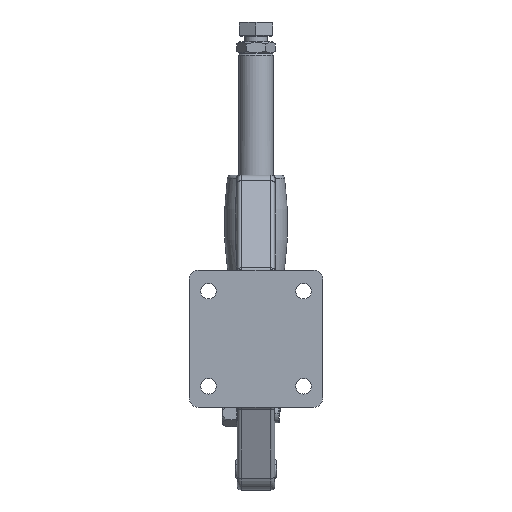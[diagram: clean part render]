
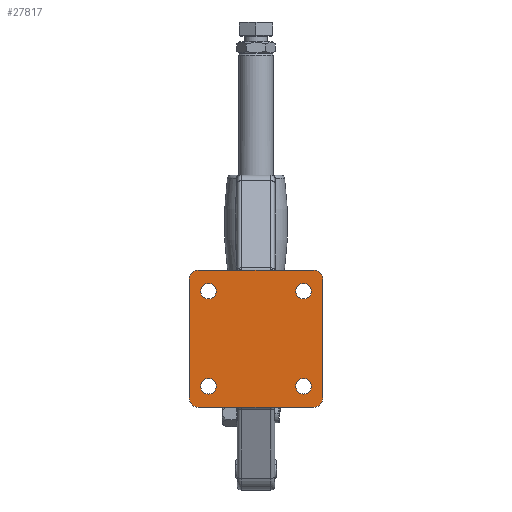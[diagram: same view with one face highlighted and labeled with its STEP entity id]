
A CAD part, front view. The second image highlights one B-rep face of the part: STEP entity #27817.
In plain terms, the highlighted planar face has unit normal (0, -1, 0).
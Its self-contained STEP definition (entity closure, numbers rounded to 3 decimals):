
#533 = CARTESIAN_POINT ( 'NONE',  ( 35.7, -44.4, -119. ) ) ;
#1264 = CARTESIAN_POINT ( 'NONE',  ( 30.7, -44.4, -124. ) ) ;
#1496 = CARTESIAN_POINT ( 'NONE',  ( -30.7, -44.4, -124. ) ) ;
#1959 = CARTESIAN_POINT ( 'NONE',  ( -25.4, -44.4, -66.15 ) ) ;
#2252 = CARTESIAN_POINT ( 'NONE',  ( 25.4, -44.4, -66.15 ) ) ;
#2339 = CARTESIAN_POINT ( 'NONE',  ( -30.7, -44.4, -50.8 ) ) ;
#3681 = CARTESIAN_POINT ( 'NONE',  ( -35.7, -44.4, -119. ) ) ;
#4084 = CARTESIAN_POINT ( 'NONE',  ( 30.7, -44.4, -50.8 ) ) ;
#4267 = CARTESIAN_POINT ( 'NONE',  ( -25.4, -44.4, -57.85 ) ) ;
#4444 = CARTESIAN_POINT ( 'NONE',  ( 35.7, -44.4, -55.8 ) ) ;
#5065 = CARTESIAN_POINT ( 'NONE',  ( -35.7, -44.4, -55.8 ) ) ;
#5573 = CIRCLE ( 'NONE', #15005, 5. ) ;
#5587 = CIRCLE ( 'NONE', #15002, 4.15 ) ;
#5590 = LINE ( 'NONE', #20504, #5597 ) ;
#5591 = CIRCLE ( 'NONE', #15006, 5. ) ;
#5592 = CIRCLE ( 'NONE', #15004, 4.15 ) ;
#5593 = CIRCLE ( 'NONE', #15003, 4.15 ) ;
#5594 = VECTOR ( 'NONE', #20480, 1000. ) ;
#5595 = CIRCLE ( 'NONE', #15007, 5. ) ;
#5596 = LINE ( 'NONE', #20510, #5594 ) ;
#5597 = VECTOR ( 'NONE', #20484, 1000. ) ;
#5598 = LINE ( 'NONE', #20523, #5600 ) ;
#5600 = VECTOR ( 'NONE', #20514, 1000. ) ;
#5601 = CIRCLE ( 'NONE', #15008, 5. ) ;
#6827 = CARTESIAN_POINT ( 'NONE',  ( 25.4, -44.4, -112.8 ) ) ;
#6828 = DIRECTION ( 'NONE',  ( 0., -1., 0. ) ) ;
#6829 = DIRECTION ( 'NONE',  ( 0., 0., -1. ) ) ;
#6837 = CARTESIAN_POINT ( 'NONE',  ( -25.4, -44.4, -112.8 ) ) ;
#6838 = DIRECTION ( 'NONE',  ( 0., -1., 0. ) ) ;
#6839 = DIRECTION ( 'NONE',  ( 0., 0., -1. ) ) ;
#7058 = CIRCLE ( 'NONE', #8535, 4.15 ) ;
#7062 = CIRCLE ( 'NONE', #8537, 4.15 ) ;
#7070 = CIRCLE ( 'NONE', #8539, 4.15 ) ;
#7071 = CIRCLE ( 'NONE', #8541, 4.15 ) ;
#7382 = LINE ( 'NONE', #9533, #7385 ) ;
#7384 = CIRCLE ( 'NONE', #8620, 4.15 ) ;
#7385 = VECTOR ( 'NONE', #9534, 1000. ) ;
#8191 = AXIS2_PLACEMENT_3D ( 'NONE', #18063, #18056, #18065 ) ;
#8535 = AXIS2_PLACEMENT_3D ( 'NONE', #6827, #6828, #6829 ) ;
#8537 = AXIS2_PLACEMENT_3D ( 'NONE', #6837, #6838, #6839 ) ;
#8539 = AXIS2_PLACEMENT_3D ( 'NONE', #8971, #8972, #8973 ) ;
#8541 = AXIS2_PLACEMENT_3D ( 'NONE', #8980, #8981, #8982 ) ;
#8620 = AXIS2_PLACEMENT_3D ( 'NONE', #9538, #9539, #9540 ) ;
#8971 = CARTESIAN_POINT ( 'NONE',  ( 25.4, -44.4, -62. ) ) ;
#8972 = DIRECTION ( 'NONE',  ( 0., -1., 0. ) ) ;
#8973 = DIRECTION ( 'NONE',  ( 0., 0., -1. ) ) ;
#8980 = CARTESIAN_POINT ( 'NONE',  ( -25.4, -44.4, -62. ) ) ;
#8981 = DIRECTION ( 'NONE',  ( 0., -1., 0. ) ) ;
#8982 = DIRECTION ( 'NONE',  ( 0., 0., -1. ) ) ;
#9533 = CARTESIAN_POINT ( 'NONE',  ( 35.7, -44.4, -168.2 ) ) ;
#9534 = DIRECTION ( 'NONE',  ( 0., 0., 1. ) ) ;
#9538 = CARTESIAN_POINT ( 'NONE',  ( 25.4, -44.4, -112.8 ) ) ;
#9539 = DIRECTION ( 'NONE',  ( 0., -1., 0. ) ) ;
#9540 = DIRECTION ( 'NONE',  ( 0., 0., -1. ) ) ;
#14533 = EDGE_CURVE ( 'NONE', #21631, #21578, #5587, .T. ) ;
#14534 = EDGE_CURVE ( 'NONE', #30274, #21565, #5593, .T. ) ;
#14535 = EDGE_CURVE ( 'NONE', #30165, #30655, #5592, .T. ) ;
#14536 = EDGE_CURVE ( 'NONE', #30546, #30293, #5590, .T. ) ;
#14537 = EDGE_CURVE ( 'NONE', #30293, #30814, #5573, .T. ) ;
#14538 = EDGE_CURVE ( 'NONE', #30401, #30814, #5596, .T. ) ;
#14539 = EDGE_CURVE ( 'NONE', #30401, #30006, #5591, .T. ) ;
#14540 = EDGE_CURVE ( 'NONE', #29944, #30006, #5598, .T. ) ;
#14541 = EDGE_CURVE ( 'NONE', #29944, #29640, #5595, .T. ) ;
#14542 = EDGE_CURVE ( 'NONE', #30705, #30546, #5601, .T. ) ;
#15002 = AXIS2_PLACEMENT_3D ( 'NONE', #20489, #20491, #20493 ) ;
#15003 = AXIS2_PLACEMENT_3D ( 'NONE', #20497, #20499, #20501 ) ;
#15004 = AXIS2_PLACEMENT_3D ( 'NONE', #20506, #20508, #20509 ) ;
#15005 = AXIS2_PLACEMENT_3D ( 'NONE', #20517, #20519, #20521 ) ;
#15006 = AXIS2_PLACEMENT_3D ( 'NONE', #20529, #20530, #20531 ) ;
#15007 = AXIS2_PLACEMENT_3D ( 'NONE', #20538, #20540, #20542 ) ;
#15008 = AXIS2_PLACEMENT_3D ( 'NONE', #20546, #20547, #20549 ) ;
#16146 = CARTESIAN_POINT ( 'NONE',  ( 25.4, -44.4, -116.95 ) ) ;
#16222 = CARTESIAN_POINT ( 'NONE',  ( 25.4, -44.4, -108.65 ) ) ;
#16251 = CARTESIAN_POINT ( 'NONE',  ( 25.4, -44.4, -57.85 ) ) ;
#16264 = CARTESIAN_POINT ( 'NONE',  ( -25.4, -44.4, -108.65 ) ) ;
#16317 = CARTESIAN_POINT ( 'NONE',  ( -25.4, -44.4, -116.95 ) ) ;
#16663 = FACE_OUTER_BOUND ( 'NONE', #21791, .T. ) ;
#16666 = FACE_BOUND ( 'NONE', #21788, .T. ) ;
#16667 = FACE_BOUND ( 'NONE', #21792, .T. ) ;
#16669 = FACE_BOUND ( 'NONE', #21793, .T. ) ;
#16670 = FACE_BOUND ( 'NONE', #21794, .T. ) ;
#18056 = DIRECTION ( 'NONE',  ( 0., -1., 0. ) ) ;
#18062 = PLANE ( 'NONE',  #8191 ) ;
#18063 = CARTESIAN_POINT ( 'NONE',  ( 0., -44.4, -168.2 ) ) ;
#18065 = DIRECTION ( 'NONE',  ( 0., 0., -1. ) ) ;
#20480 = DIRECTION ( 'NONE',  ( 0., 0., 1. ) ) ;
#20484 = DIRECTION ( 'NONE',  ( -1., 0., 0. ) ) ;
#20489 = CARTESIAN_POINT ( 'NONE',  ( -25.4, -44.4, -112.8 ) ) ;
#20491 = DIRECTION ( 'NONE',  ( 0., -1., 0. ) ) ;
#20493 = DIRECTION ( 'NONE',  ( 0., 0., -1. ) ) ;
#20497 = CARTESIAN_POINT ( 'NONE',  ( 25.4, -44.4, -62. ) ) ;
#20499 = DIRECTION ( 'NONE',  ( 0., -1., 0. ) ) ;
#20501 = DIRECTION ( 'NONE',  ( 0., 0., -1. ) ) ;
#20504 = CARTESIAN_POINT ( 'NONE',  ( 94.1, -44.4, -50.8 ) ) ;
#20506 = CARTESIAN_POINT ( 'NONE',  ( -25.4, -44.4, -62. ) ) ;
#20508 = DIRECTION ( 'NONE',  ( 0., -1., 0. ) ) ;
#20509 = DIRECTION ( 'NONE',  ( 0., 0., -1. ) ) ;
#20510 = CARTESIAN_POINT ( 'NONE',  ( -35.7, -44.4, -168.2 ) ) ;
#20514 = DIRECTION ( 'NONE',  ( -1., 0., 0. ) ) ;
#20517 = CARTESIAN_POINT ( 'NONE',  ( -30.7, -44.4, -55.8 ) ) ;
#20519 = DIRECTION ( 'NONE',  ( 0., -1., 0. ) ) ;
#20521 = DIRECTION ( 'NONE',  ( 0., 0., -1. ) ) ;
#20523 = CARTESIAN_POINT ( 'NONE',  ( 94.1, -44.4, -124. ) ) ;
#20529 = CARTESIAN_POINT ( 'NONE',  ( -30.7, -44.4, -119. ) ) ;
#20530 = DIRECTION ( 'NONE',  ( 0., -1., 0. ) ) ;
#20531 = DIRECTION ( 'NONE',  ( 0., 0., -1. ) ) ;
#20538 = CARTESIAN_POINT ( 'NONE',  ( 30.7, -44.4, -119. ) ) ;
#20540 = DIRECTION ( 'NONE',  ( 0., -1., 0. ) ) ;
#20542 = DIRECTION ( 'NONE',  ( 0., 0., -1. ) ) ;
#20546 = CARTESIAN_POINT ( 'NONE',  ( 30.7, -44.4, -55.8 ) ) ;
#20547 = DIRECTION ( 'NONE',  ( 0., -1., 0. ) ) ;
#20549 = DIRECTION ( 'NONE',  ( 0., 0., -1. ) ) ;
#21460 = VERTEX_POINT ( 'NONE', #16146 ) ;
#21536 = VERTEX_POINT ( 'NONE', #16222 ) ;
#21565 = VERTEX_POINT ( 'NONE', #16251 ) ;
#21578 = VERTEX_POINT ( 'NONE', #16264 ) ;
#21631 = VERTEX_POINT ( 'NONE', #16317 ) ;
#21788 = EDGE_LOOP ( 'NONE', ( #29555, #29556 ) ) ;
#21791 = EDGE_LOOP ( 'NONE', ( #29562, #29564, #29566, #29568, #29570, #29573, #29574, #29575 ) ) ;
#21792 = EDGE_LOOP ( 'NONE', ( #29560, #29561 ) ) ;
#21793 = EDGE_LOOP ( 'NONE', ( #29552, #29553 ) ) ;
#21794 = EDGE_LOOP ( 'NONE', ( #29558, #29559 ) ) ;
#27817 = ADVANCED_FACE ( 'NONE', ( #16669, #16666, #16670, #16667, #16663 ), #18062, .T. ) ;
#29552 = ORIENTED_EDGE ( 'NONE', *, *, #31398, .F. ) ;
#29553 = ORIENTED_EDGE ( 'NONE', *, *, #31183, .F. ) ;
#29555 = ORIENTED_EDGE ( 'NONE', *, *, #14533, .F. ) ;
#29556 = ORIENTED_EDGE ( 'NONE', *, *, #31187, .F. ) ;
#29558 = ORIENTED_EDGE ( 'NONE', *, *, #14534, .F. ) ;
#29559 = ORIENTED_EDGE ( 'NONE', *, *, #31191, .F. ) ;
#29560 = ORIENTED_EDGE ( 'NONE', *, *, #14535, .F. ) ;
#29561 = ORIENTED_EDGE ( 'NONE', *, *, #31195, .F. ) ;
#29562 = ORIENTED_EDGE ( 'NONE', *, *, #14536, .T. ) ;
#29564 = ORIENTED_EDGE ( 'NONE', *, *, #14537, .T. ) ;
#29566 = ORIENTED_EDGE ( 'NONE', *, *, #14538, .F. ) ;
#29568 = ORIENTED_EDGE ( 'NONE', *, *, #14539, .T. ) ;
#29570 = ORIENTED_EDGE ( 'NONE', *, *, #14540, .F. ) ;
#29573 = ORIENTED_EDGE ( 'NONE', *, *, #14541, .T. ) ;
#29574 = ORIENTED_EDGE ( 'NONE', *, *, #31397, .T. ) ;
#29575 = ORIENTED_EDGE ( 'NONE', *, *, #14542, .T. ) ;
#29640 = VERTEX_POINT ( 'NONE', #533 ) ;
#29944 = VERTEX_POINT ( 'NONE', #1264 ) ;
#30006 = VERTEX_POINT ( 'NONE', #1496 ) ;
#30165 = VERTEX_POINT ( 'NONE', #1959 ) ;
#30274 = VERTEX_POINT ( 'NONE', #2252 ) ;
#30293 = VERTEX_POINT ( 'NONE', #2339 ) ;
#30401 = VERTEX_POINT ( 'NONE', #3681 ) ;
#30546 = VERTEX_POINT ( 'NONE', #4084 ) ;
#30655 = VERTEX_POINT ( 'NONE', #4267 ) ;
#30705 = VERTEX_POINT ( 'NONE', #4444 ) ;
#30814 = VERTEX_POINT ( 'NONE', #5065 ) ;
#31183 = EDGE_CURVE ( 'NONE', #21536, #21460, #7058, .T. ) ;
#31187 = EDGE_CURVE ( 'NONE', #21578, #21631, #7062, .T. ) ;
#31191 = EDGE_CURVE ( 'NONE', #21565, #30274, #7070, .T. ) ;
#31195 = EDGE_CURVE ( 'NONE', #30655, #30165, #7071, .T. ) ;
#31397 = EDGE_CURVE ( 'NONE', #29640, #30705, #7382, .T. ) ;
#31398 = EDGE_CURVE ( 'NONE', #21460, #21536, #7384, .T. ) ;
